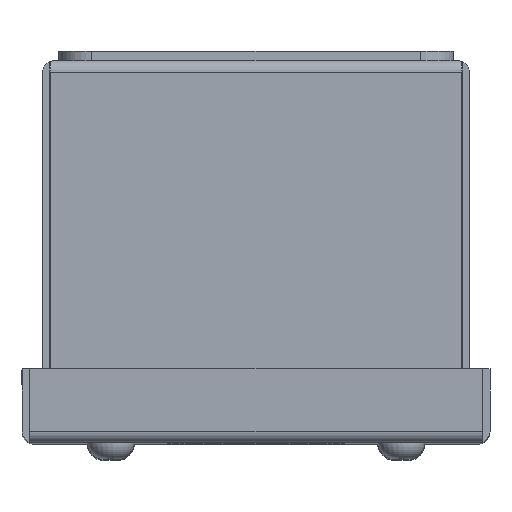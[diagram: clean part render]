
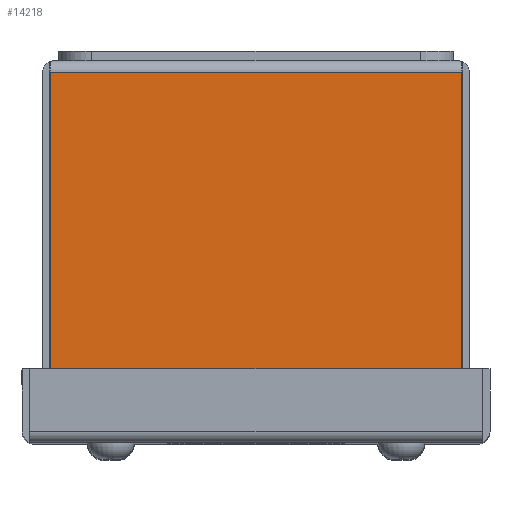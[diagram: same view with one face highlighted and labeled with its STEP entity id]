
A CAD part, top view. The second image highlights one B-rep face of the part: STEP entity #14218.
In plain terms, the highlighted planar face has unit normal (0, 0, 1).
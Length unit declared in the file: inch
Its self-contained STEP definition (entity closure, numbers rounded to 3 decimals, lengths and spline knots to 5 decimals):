
#81 = CARTESIAN_POINT ( 'NONE',  ( -10.902, 0., 2.875 ) ) ;
#119 = VECTOR ( 'NONE', #7483, 39.37008 ) ;
#929 = ORIENTED_EDGE ( 'NONE', *, *, #6733, .T. ) ;
#1670 = DIRECTION ( 'NONE',  ( 1., 0., 0. ) ) ;
#3067 = DIRECTION ( 'NONE',  ( 0., 0., 1. ) ) ;
#3289 = VERTEX_POINT ( 'NONE', #10281 ) ;
#3431 = CARTESIAN_POINT ( 'NONE',  ( 1.56721, -0.086, 2.875 ) ) ;
#4406 = LINE ( 'NONE', #13030, #119 ) ;
#5984 = VECTOR ( 'NONE', #8506, 39.37008 ) ;
#6733 = EDGE_CURVE ( 'NONE', #12317, #3289, #8234, .T. ) ;
#6947 = EDGE_LOOP ( 'NONE', ( #8017, #16627, #14552, #929 ) ) ;
#7483 = DIRECTION ( 'NONE',  ( 0., 1., 0. ) ) ;
#8017 = ORIENTED_EDGE ( 'NONE', *, *, #16165, .T. ) ;
#8234 = LINE ( 'NONE', #8598, #5984 ) ;
#8506 = DIRECTION ( 'NONE',  ( 1., 0., 0. ) ) ;
#8598 = CARTESIAN_POINT ( 'NONE',  ( -10.902, -2.664, 2.875 ) ) ;
#8937 = VERTEX_POINT ( 'NONE', #9995 ) ;
#9088 = DIRECTION ( 'NONE',  ( 0., -1., 0. ) ) ;
#9651 = VECTOR ( 'NONE', #14353, 39.37008 ) ;
#9995 = CARTESIAN_POINT ( 'NONE',  ( -1.56721, -0.086, 2.875 ) ) ;
#10117 = LINE ( 'NONE', #16895, #9651 ) ;
#10188 = PLANE ( 'NONE',  #15640 ) ;
#10281 = CARTESIAN_POINT ( 'NONE',  ( 1.56721, -2.664, 2.875 ) ) ;
#11144 = EDGE_CURVE ( 'NONE', #8937, #17848, #10117, .T. ) ;
#12317 = VERTEX_POINT ( 'NONE', #14474 ) ;
#12824 = EDGE_CURVE ( 'NONE', #8937, #12317, #13500, .T. ) ;
#13030 = CARTESIAN_POINT ( 'NONE',  ( 1.56721, 0., 2.875 ) ) ;
#13500 = LINE ( 'NONE', #16224, #16541 ) ;
#14218 = ADVANCED_FACE ( 'NONE', ( #15928 ), #10188, .T. ) ;
#14353 = DIRECTION ( 'NONE',  ( 1., 0., 0. ) ) ;
#14474 = CARTESIAN_POINT ( 'NONE',  ( -1.56721, -2.664, 2.875 ) ) ;
#14552 = ORIENTED_EDGE ( 'NONE', *, *, #12824, .T. ) ;
#15640 = AXIS2_PLACEMENT_3D ( 'NONE', #81, #3067, #1670 ) ;
#15928 = FACE_OUTER_BOUND ( 'NONE', #6947, .T. ) ;
#16165 = EDGE_CURVE ( 'NONE', #3289, #17848, #4406, .T. ) ;
#16224 = CARTESIAN_POINT ( 'NONE',  ( -1.56721, 0., 2.875 ) ) ;
#16541 = VECTOR ( 'NONE', #9088, 39.37008 ) ;
#16627 = ORIENTED_EDGE ( 'NONE', *, *, #11144, .F. ) ;
#16895 = CARTESIAN_POINT ( 'NONE',  ( -1.539, -0.086, 2.875 ) ) ;
#17848 = VERTEX_POINT ( 'NONE', #3431 ) ;
